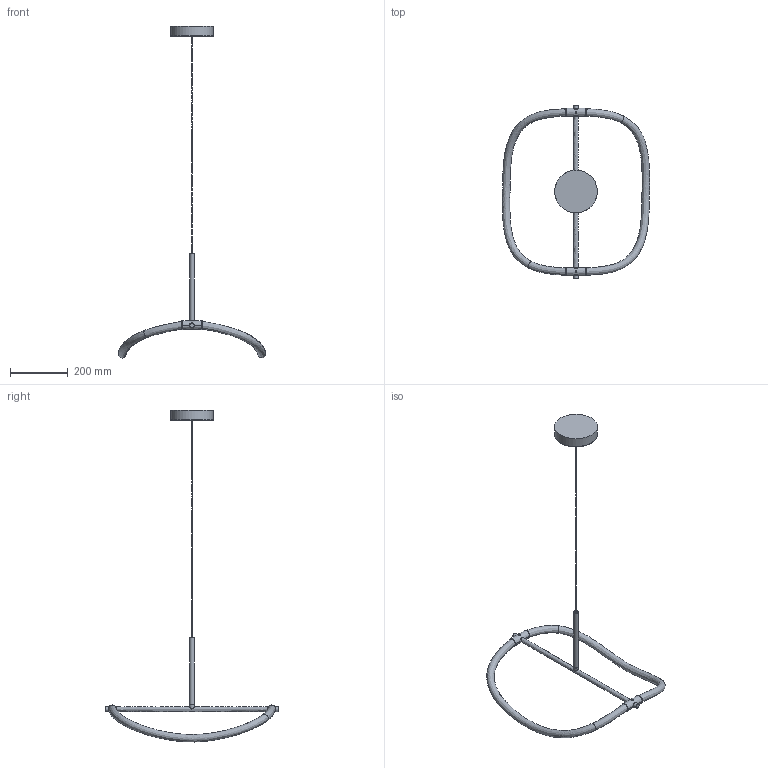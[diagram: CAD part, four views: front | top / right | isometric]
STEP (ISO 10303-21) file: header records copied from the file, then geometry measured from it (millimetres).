
FILE_DESCRIPTION(/* description */ (''),/* implementation_level */ '2;1');
FILE_NAME(/* name */ 'Halo180_3D_mm',/* time_stamp */ '2025-06-20T15:55:52-07:00',/* author */ (''),/* organization */ (''),/* preprocessor_version */ 'ST-DEVELOPER v16.5',/* originating_system */ '',/* authorisation */ '');
FILE_SCHEMA (('AUTOMOTIVE_DESIGN'));
Length unit declared in the file: millimetre
Products named in the file (1): Document
Bounding box: 508.03 x 600 x 1145.53 mm (x, y, z)
Volume: 1733072.6 mm3; surface area: 252700.5 mm2
Topology: 5 solids, 5 shells, 92 faces, 174 edges, 105 vertices
Faces by surface type: bspline 57, plane 35
Entity records: 5235 total; most frequent: CARTESIAN_POINT 4043, ORIENTED_EDGE 348, EDGE_CURVE 174, EDGE_LOOP 105, VERTEX_POINT 105, ADVANCED_FACE 92, FACE_OUTER_BOUND 92, B_SPLINE_CURVE_WITH_KNOTS 80
